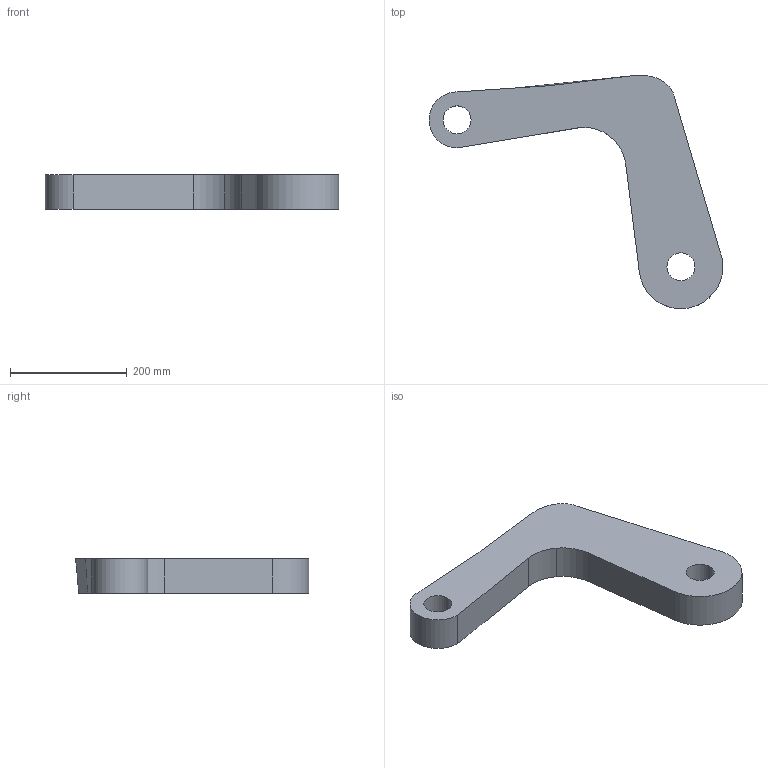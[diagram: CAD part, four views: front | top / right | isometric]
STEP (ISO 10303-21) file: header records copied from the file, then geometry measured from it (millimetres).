
FILE_DESCRIPTION(('STEP AP214'),'1');
FILE_NAME('DemEx6woBlends.stp','2013-01-18T13:39:16',(' '),(' '),'Spatial InterOp 3D',' ',' ');
FILE_SCHEMA(('automotive_design'));
Length unit declared in the file: metre
Products named in the file (1): 1
Bounding box: 502.94 x 399.53 x 59.87 mm (x, y, z)
Volume: 3728667 mm3; surface area: 257664.4 mm2
Topology: 1 solids, 1 shells, 23 faces, 62 edges, 43 vertices
Faces by surface type: cylinder 9, bspline 7, plane 7
Entity records: 8072 total; most frequent: CARTESIAN_POINT 7325, ORIENTED_EDGE 124, DIRECTION 87, EDGE_CURVE 62, VERTEX_POINT 43, AXIS2_PLACEMENT_3D 35, EDGE_LOOP 29, B_SPLINE_CURVE_WITH_KNOTS 27
